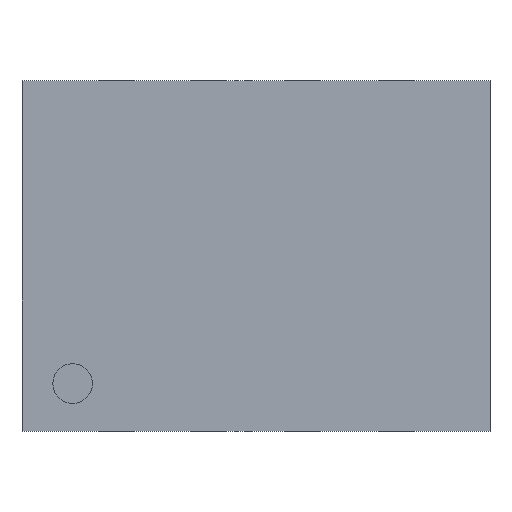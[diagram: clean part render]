
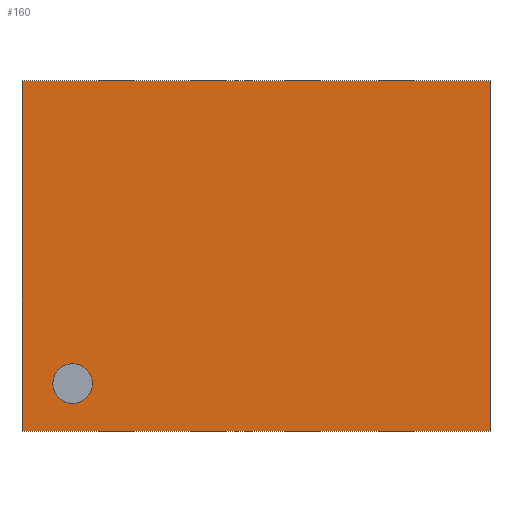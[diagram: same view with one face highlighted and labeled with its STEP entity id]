
A CAD part, top view. The second image highlights one B-rep face of the part: STEP entity #160.
In plain terms, the highlighted planar face has unit normal (0, 0, 1).
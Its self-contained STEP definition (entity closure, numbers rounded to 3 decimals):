
#127 = VERTEX_POINT ( 'NONE', #616 ) ;
#160 = ADVANCED_FACE ( 'NONE', ( #2121, #202 ), #1540, .T. ) ;
#193 = AXIS2_PLACEMENT_3D ( 'NONE', #697, #2937, #1532 ) ;
#202 = FACE_BOUND ( 'NONE', #2601, .T. ) ;
#207 = VECTOR ( 'NONE', #2295, 1000. ) ;
#211 = ORIENTED_EDGE ( 'NONE', *, *, #2217, .T. ) ;
#243 = VERTEX_POINT ( 'NONE', #2497 ) ;
#274 = DIRECTION ( 'NONE',  ( 0., 1., 0. ) ) ;
#289 = DIRECTION ( 'NONE',  ( 1., 0., 0. ) ) ;
#302 = ORIENTED_EDGE ( 'NONE', *, *, #2385, .T. ) ;
#317 = DIRECTION ( 'NONE',  ( 0., -1., 0. ) ) ;
#325 = LINE ( 'NONE', #1641, #1584 ) ;
#399 = LINE ( 'NONE', #2557, #207 ) ;
#553 = ORIENTED_EDGE ( 'NONE', *, *, #1512, .T. ) ;
#613 = CIRCLE ( 'NONE', #2822, 0.17 ) ;
#616 = CARTESIAN_POINT ( 'NONE',  ( -2., -1.499, 0.55 ) ) ;
#632 = EDGE_CURVE ( 'NONE', #2536, #1020, #613, .T. ) ;
#697 = CARTESIAN_POINT ( 'NONE',  ( -1.567, -1.091, 0.55 ) ) ;
#791 = CIRCLE ( 'NONE', #193, 0.17 ) ;
#792 = DIRECTION ( 'NONE',  ( 0., 0., 1. ) ) ;
#804 = EDGE_CURVE ( 'NONE', #2118, #127, #1841, .T. ) ;
#816 = CARTESIAN_POINT ( 'NONE',  ( 0., 0., 0.55 ) ) ;
#870 = VERTEX_POINT ( 'NONE', #1054 ) ;
#1020 = VERTEX_POINT ( 'NONE', #2414 ) ;
#1054 = CARTESIAN_POINT ( 'NONE',  ( 2., 1.499, 0.55 ) ) ;
#1254 = DIRECTION ( 'NONE',  ( 0., 0., -1. ) ) ;
#1338 = DIRECTION ( 'NONE',  ( 1., 0., 0. ) ) ;
#1394 = ORIENTED_EDGE ( 'NONE', *, *, #804, .T. ) ;
#1466 = CARTESIAN_POINT ( 'NONE',  ( -1.567, -1.091, 0.55 ) ) ;
#1512 = EDGE_CURVE ( 'NONE', #1020, #2536, #791, .T. ) ;
#1527 = CARTESIAN_POINT ( 'NONE',  ( -2., 1.499, 0.55 ) ) ;
#1532 = DIRECTION ( 'NONE',  ( 1., 0., 0. ) ) ;
#1540 = PLANE ( 'NONE',  #2478 ) ;
#1584 = VECTOR ( 'NONE', #274, 1000. ) ;
#1641 = CARTESIAN_POINT ( 'NONE',  ( 2., 0., 0.55 ) ) ;
#1813 = CARTESIAN_POINT ( 'NONE',  ( -1.737, -1.091, 0.55 ) ) ;
#1815 = CARTESIAN_POINT ( 'NONE',  ( 0., -1.499, 0.55 ) ) ;
#1827 = CARTESIAN_POINT ( 'NONE',  ( -2., 0., 0.55 ) ) ;
#1841 = LINE ( 'NONE', #1827, #3258 ) ;
#2095 = ORIENTED_EDGE ( 'NONE', *, *, #632, .T. ) ;
#2118 = VERTEX_POINT ( 'NONE', #1527 ) ;
#2121 = FACE_OUTER_BOUND ( 'NONE', #3147, .T. ) ;
#2217 = EDGE_CURVE ( 'NONE', #127, #243, #2415, .T. ) ;
#2295 = DIRECTION ( 'NONE',  ( -1., 0., 0. ) ) ;
#2385 = EDGE_CURVE ( 'NONE', #870, #2118, #399, .T. ) ;
#2414 = CARTESIAN_POINT ( 'NONE',  ( -1.397, -1.091, 0.55 ) ) ;
#2415 = LINE ( 'NONE', #1815, #2670 ) ;
#2478 = AXIS2_PLACEMENT_3D ( 'NONE', #816, #792, #289 ) ;
#2497 = CARTESIAN_POINT ( 'NONE',  ( 2., -1.499, 0.55 ) ) ;
#2536 = VERTEX_POINT ( 'NONE', #1813 ) ;
#2557 = CARTESIAN_POINT ( 'NONE',  ( 0., 1.499, 0.55 ) ) ;
#2601 = EDGE_LOOP ( 'NONE', ( #553, #2095 ) ) ;
#2663 = ORIENTED_EDGE ( 'NONE', *, *, #3392, .T. ) ;
#2670 = VECTOR ( 'NONE', #1338, 1000. ) ;
#2822 = AXIS2_PLACEMENT_3D ( 'NONE', #1466, #1254, #2884 ) ;
#2884 = DIRECTION ( 'NONE',  ( 1., 0., 0. ) ) ;
#2937 = DIRECTION ( 'NONE',  ( 0., 0., -1. ) ) ;
#3147 = EDGE_LOOP ( 'NONE', ( #1394, #211, #2663, #302 ) ) ;
#3258 = VECTOR ( 'NONE', #317, 1000. ) ;
#3392 = EDGE_CURVE ( 'NONE', #243, #870, #325, .T. ) ;
